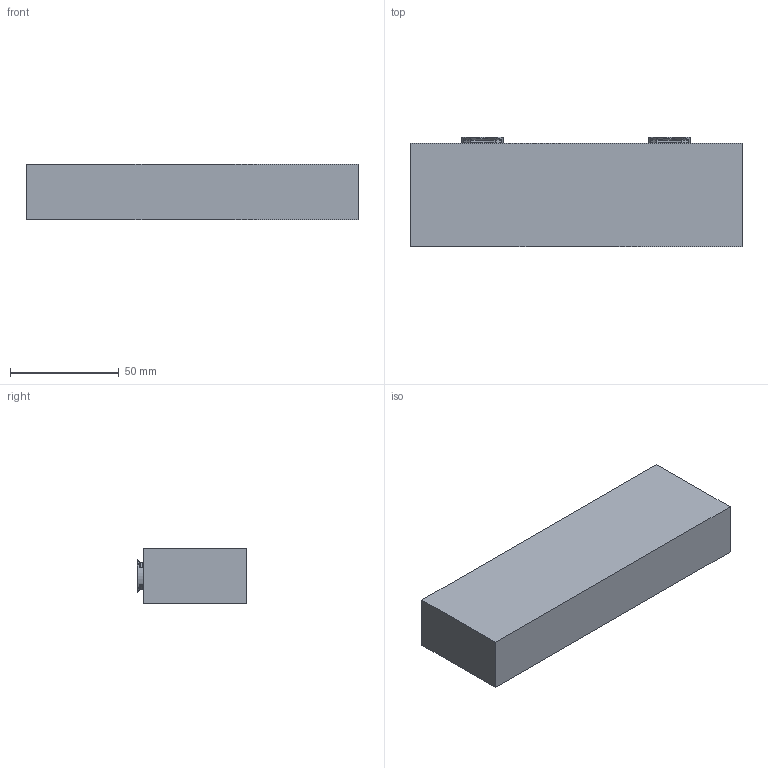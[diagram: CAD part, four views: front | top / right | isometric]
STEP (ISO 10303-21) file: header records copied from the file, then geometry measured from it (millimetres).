
FILE_DESCRIPTION (( 'STEP AP214' ), '1' );
FILE_NAME ('33166.STEP', '2018-10-24T15:22:18', ( 'Mike W' ), ( '' ), 'SwSTEP 2.0', 'SolidWorks 2017', '' );
FILE_SCHEMA (( 'AUTOMOTIVE_DESIGN' ));
Length unit declared in the file: inch
Products named in the file (6): 331661_331661; 32175_32175; 103212 SHCS_103212 SHCS; M510MM SHCS_M510MM SHCS; 321751_321751; 33166
Assembly tree (6 placements, depth 3):
  33166
    32175_32175  x2
      321751_321751
      M510MM SHCS_M510MM SHCS
      103212 SHCS_103212 SHCS
    331661_331661
Bounding box: 152.4 x 50.42 x 25.4 mm (x, y, z)
Volume: 175211.6 mm3; surface area: 33205.9 mm2
Topology: 7 solids, 7 shells, 617 faces, 1598 edges, 1005 vertices
Faces by surface type: cylinder 336, bspline 140, cone 78, plane 59, torus 4
Entity records: 15902 total; most frequent: CARTESIAN_POINT 8673, ORIENTED_EDGE 1694, DIRECTION 1117, EDGE_CURVE 847, VERTEX_POINT 538, AXIS2_PLACEMENT_3D 433, EDGE_LOOP 357, ADVANCED_FACE 336
